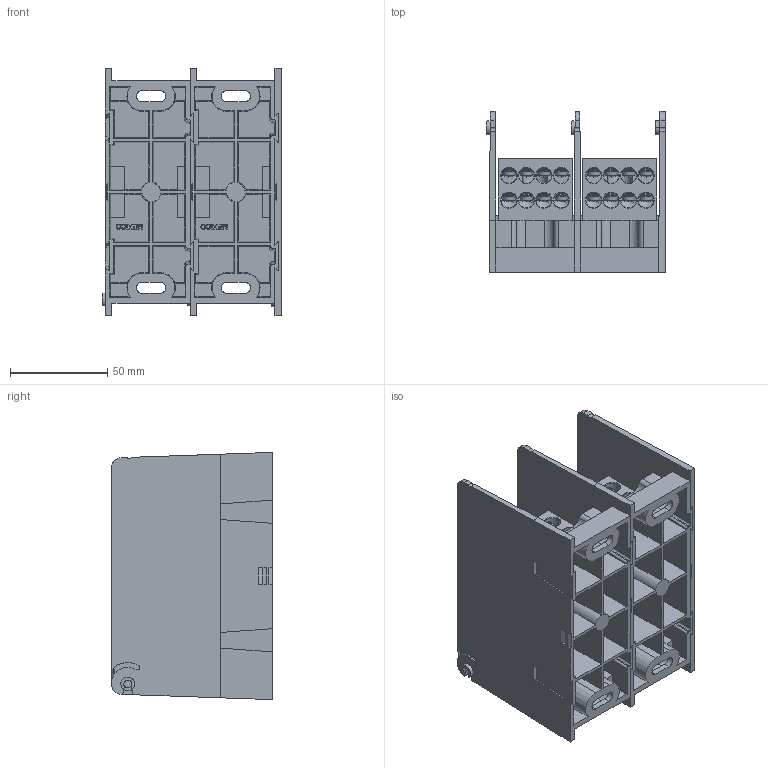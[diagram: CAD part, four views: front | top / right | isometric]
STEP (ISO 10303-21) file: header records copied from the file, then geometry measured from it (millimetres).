
FILE_DESCRIPTION (( 'STEP AP214' ), '1' );
FILE_NAME ('701963-2.STEP', '2024-08-14T13:58:39', ( '' ), ( '' ), 'SwSTEP 2.0', 'SolidWorks 2021', '' );
FILE_SCHEMA (( 'AUTOMOTIVE_DESIGN' ));
Length unit declared in the file: inch
Products named in the file (8): C06758; 330556; F09002; C06758P; 701963-2; F08942_DEFAULT; F09928_DEFAULT; 410034
Assembly tree (17 placements, depth 3):
  701963-2
    C06758P  x2
      C06758
      F09002
      F08942_DEFAULT
    410034  x2
    F09928_DEFAULT  x2
    330556
Bounding box: 92.16 x 82.55 x 127.01 mm (x, y, z)
Volume: 279609.3 mm3; surface area: 168563.5 mm2
Topology: 25 solids, 25 shells, 2225 faces, 5822 edges, 3662 vertices
Faces by surface type: cylinder 780, cone 756, plane 589, bspline 48, sphere 36, torus 16
Entity records: 25019 total; most frequent: CARTESIAN_POINT 9120, ORIENTED_EDGE 3416, DIRECTION 2901, EDGE_CURVE 1708, VERTEX_POINT 1101, VECTOR 1005, LINE 1005, AXIS2_PLACEMENT_3D 948
